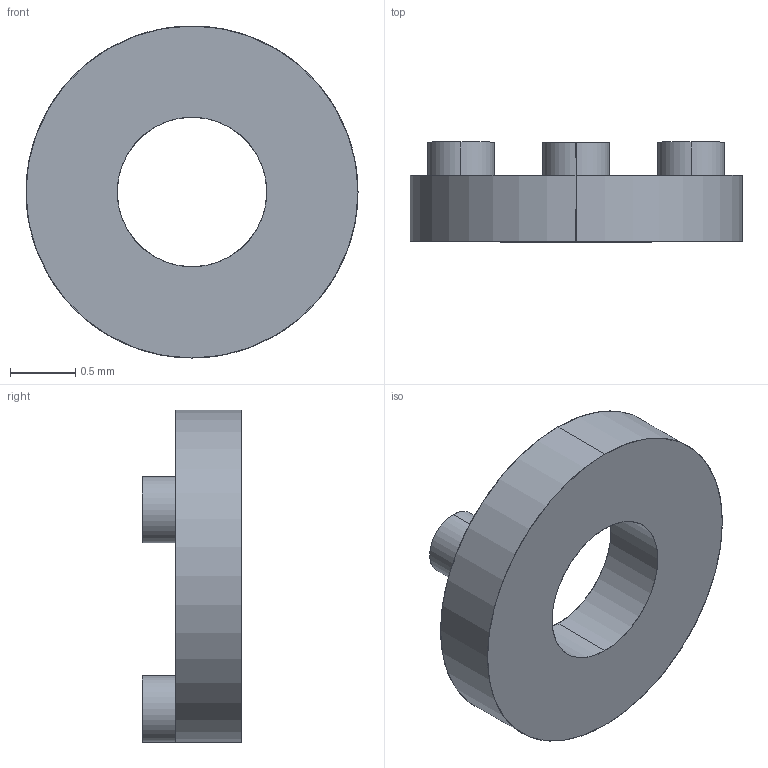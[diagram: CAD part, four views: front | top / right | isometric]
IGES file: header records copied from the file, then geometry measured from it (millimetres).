
Start section: SolidWorks IGES file using analytic representation for surfaces
Global section: file name: 413-030.IGS; native system: SolidWorks 2012; preprocessor: SolidWorks 2012; author: awright; date: 121127.164813; units: inch
Bounding box: 2.54 x 0.76 x 2.54 mm (x, y, z)
Surface area: 15.2 mm2 (no closed solid volume)
Topology: 0 solids, 0 shells, 15 faces, 227 edges, 223 vertices
Faces by surface type: revolution 10, bspline 5
